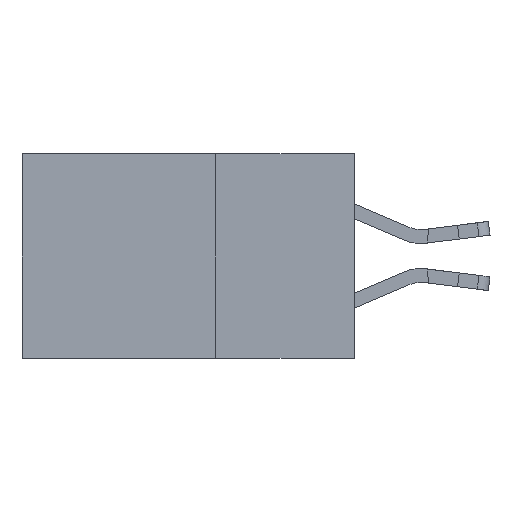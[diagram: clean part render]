
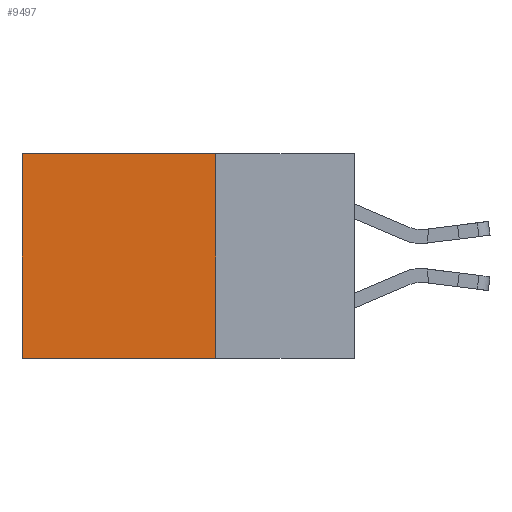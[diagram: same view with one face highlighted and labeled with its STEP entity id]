
A CAD part, left-side view. The second image highlights one B-rep face of the part: STEP entity #9497.
In plain terms, the highlighted planar face has unit normal (-1, 0, 0).
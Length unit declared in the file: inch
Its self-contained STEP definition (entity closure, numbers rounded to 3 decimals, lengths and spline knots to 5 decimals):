
#502 = LINE ( 'NONE', #4566, #4307 ) ;
#725 = DIRECTION ( 'NONE',  ( 0., 0., -1. ) ) ;
#1424 = ORIENTED_EDGE ( 'NONE', *, *, #3868, .F. ) ;
#1731 = DIRECTION ( 'NONE',  ( 0., 0., -1. ) ) ;
#1766 = ORIENTED_EDGE ( 'NONE', *, *, #7475, .F. ) ;
#2448 = VERTEX_POINT ( 'NONE', #12733 ) ;
#2641 = CARTESIAN_POINT ( 'NONE',  ( 0.2615, 0.25, -0.37 ) ) ;
#2737 = CARTESIAN_POINT ( 'NONE',  ( 0.2615, 0.25, 0. ) ) ;
#3049 = VERTEX_POINT ( 'NONE', #5184 ) ;
#3868 = EDGE_CURVE ( 'NONE', #2448, #7571, #5902, .T. ) ;
#4233 = VECTOR ( 'NONE', #725, 39.37008 ) ;
#4307 = VECTOR ( 'NONE', #11818, 39.37008 ) ;
#4566 = CARTESIAN_POINT ( 'NONE',  ( 0.2615, 0.6, -0.37 ) ) ;
#4690 = CARTESIAN_POINT ( 'NONE',  ( 0.2615, 0.25, -0.37 ) ) ;
#4994 = DIRECTION ( 'NONE',  ( 1., 0., 0. ) ) ;
#5052 = EDGE_CURVE ( 'NONE', #2448, #7015, #6972, .T. ) ;
#5184 = CARTESIAN_POINT ( 'NONE',  ( 0.2615, 0.6, -0.37 ) ) ;
#5646 = LINE ( 'NONE', #4690, #6607 ) ;
#5804 = FACE_OUTER_BOUND ( 'NONE', #5815, .T. ) ;
#5815 = EDGE_LOOP ( 'NONE', ( #12321, #1766, #1424, #9732 ) ) ;
#5902 = LINE ( 'NONE', #2641, #4233 ) ;
#6423 = AXIS2_PLACEMENT_3D ( 'NONE', #13197, #4994, #1731 ) ;
#6607 = VECTOR ( 'NONE', #11866, 39.37008 ) ;
#6972 = LINE ( 'NONE', #2737, #8324 ) ;
#7015 = VERTEX_POINT ( 'NONE', #12797 ) ;
#7475 = EDGE_CURVE ( 'NONE', #7571, #3049, #5646, .T. ) ;
#7571 = VERTEX_POINT ( 'NONE', #7945 ) ;
#7945 = CARTESIAN_POINT ( 'NONE',  ( 0.2615, 0.25, -0.37 ) ) ;
#8324 = VECTOR ( 'NONE', #9035, 39.37008 ) ;
#9035 = DIRECTION ( 'NONE',  ( 0., 1., 0. ) ) ;
#9497 = ADVANCED_FACE ( 'NONE', ( #5804 ), #11132, .F. ) ;
#9732 = ORIENTED_EDGE ( 'NONE', *, *, #5052, .T. ) ;
#11132 = PLANE ( 'NONE',  #6423 ) ;
#11818 = DIRECTION ( 'NONE',  ( 0., 0., -1. ) ) ;
#11832 = EDGE_CURVE ( 'NONE', #7015, #3049, #502, .T. ) ;
#11866 = DIRECTION ( 'NONE',  ( 0., 1., 0. ) ) ;
#12321 = ORIENTED_EDGE ( 'NONE', *, *, #11832, .T. ) ;
#12733 = CARTESIAN_POINT ( 'NONE',  ( 0.2615, 0.25, 0. ) ) ;
#12797 = CARTESIAN_POINT ( 'NONE',  ( 0.2615, 0.6, 0. ) ) ;
#13197 = CARTESIAN_POINT ( 'NONE',  ( 0.2615, 0.25, -0.37 ) ) ;
